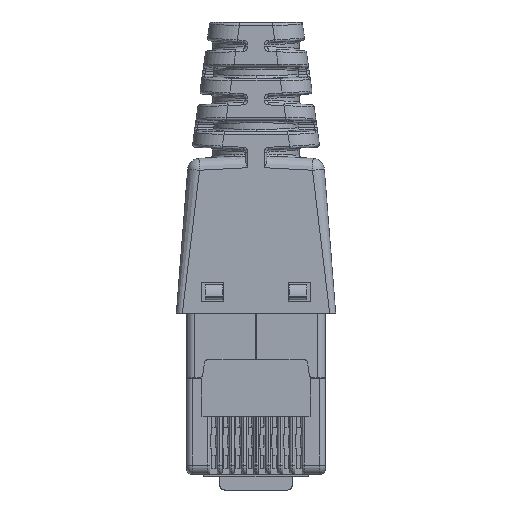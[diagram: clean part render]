
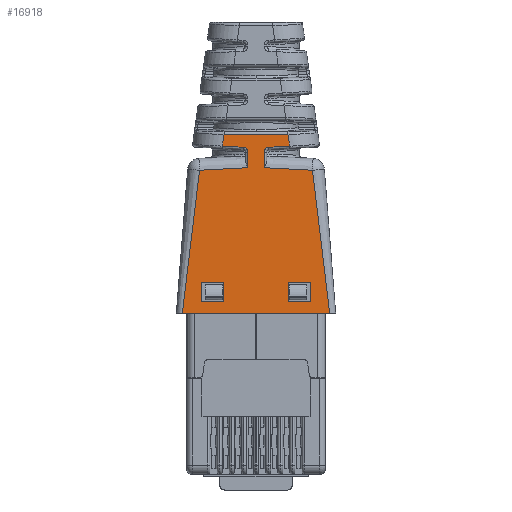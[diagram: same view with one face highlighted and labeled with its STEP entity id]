
A CAD part, front view. The second image highlights one B-rep face of the part: STEP entity #16918.
In plain terms, the highlighted planar face has unit normal (0, -1, 0).
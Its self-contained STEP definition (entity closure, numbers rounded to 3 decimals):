
#154=AXIS2_PLACEMENT_3D('Circle Axis2P3D',#152,#153,$) ;
#987=AXIS2_PLACEMENT_3D('Circle Axis2P3D',#985,#986,$) ;
#16888=AXIS2_PLACEMENT_3D('Plane Axis2P3D',#16885,#16886,#16887) ;
#43=CARTESIAN_POINT('Vertex',(6.,0.,27.1)) ;
#48=CARTESIAN_POINT('Line Origine',(6.,0.,39.35)) ;
#52=CARTESIAN_POINT('Vertex',(6.,0.,28.419)) ;
#115=CARTESIAN_POINT('Vertex',(1.951,0.,26.888)) ;
#119=CARTESIAN_POINT('Control Point',(6.,0.,27.1)) ;
#120=CARTESIAN_POINT('Control Point',(4.65,0.,27.029)) ;
#121=CARTESIAN_POINT('Control Point',(3.3,0.,26.959)) ;
#122=CARTESIAN_POINT('Control Point',(1.951,0.,26.888)) ;
#142=CARTESIAN_POINT('Vertex',(5.621,0.,28.819)) ;
#152=CARTESIAN_POINT('Axis2P3D Location',(5.6,0.,28.419)) ;
#349=CARTESIAN_POINT('Vertex',(0.502,0.,14.85)) ;
#355=CARTESIAN_POINT('Control Point',(1.951,0.,26.888)) ;
#356=CARTESIAN_POINT('Control Point',(1.634,0.,22.862)) ;
#357=CARTESIAN_POINT('Control Point',(0.822,0.,18.875)) ;
#358=CARTESIAN_POINT('Control Point',(0.502,0.,14.85)) ;
#527=CARTESIAN_POINT('Vertex',(12.898,0.,14.85)) ;
#530=CARTESIAN_POINT('Line Origine',(6.7,0.,14.85)) ;
#865=CARTESIAN_POINT('Vertex',(11.449,0.,26.888)) ;
#869=CARTESIAN_POINT('Control Point',(11.449,0.,26.888)) ;
#870=CARTESIAN_POINT('Control Point',(11.766,0.,22.862)) ;
#871=CARTESIAN_POINT('Control Point',(12.578,0.,18.875)) ;
#872=CARTESIAN_POINT('Control Point',(12.898,0.,14.85)) ;
#926=CARTESIAN_POINT('Vertex',(7.4,0.,27.1)) ;
#930=CARTESIAN_POINT('Control Point',(11.449,0.,26.888)) ;
#931=CARTESIAN_POINT('Control Point',(10.1,0.,26.959)) ;
#932=CARTESIAN_POINT('Control Point',(8.75,0.,27.029)) ;
#933=CARTESIAN_POINT('Control Point',(7.4,0.,27.1)) ;
#965=CARTESIAN_POINT('Vertex',(7.4,0.,28.419)) ;
#968=CARTESIAN_POINT('Line Origine',(7.4,0.,39.35)) ;
#985=CARTESIAN_POINT('Axis2P3D Location',(7.8,0.,28.419)) ;
#989=CARTESIAN_POINT('Vertex',(7.779,0.,28.819)) ;
#1022=CARTESIAN_POINT('Vertex',(9.526,0.,28.91)) ;
#1027=CARTESIAN_POINT('Line Origine',(12.19,0.,29.05)) ;
#1049=CARTESIAN_POINT('Line Origine',(9.724,0.,27.502)) ;
#1053=CARTESIAN_POINT('Vertex',(9.386,0.,29.91)) ;
#1120=CARTESIAN_POINT('Vertex',(4.014,0.,29.91)) ;
#1123=CARTESIAN_POINT('Line Origine',(13.4,0.,29.91)) ;
#1156=CARTESIAN_POINT('Vertex',(3.874,0.,28.91)) ;
#1159=CARTESIAN_POINT('Line Origine',(3.981,0.,29.674)) ;
#1207=CARTESIAN_POINT('Line Origine',(1.21,0.,29.05)) ;
#1237=CARTESIAN_POINT('Vertex',(2.1,0.,17.45)) ;
#1240=CARTESIAN_POINT('Line Origine',(2.1,0.,16.65)) ;
#1244=CARTESIAN_POINT('Vertex',(2.1,0.,15.85)) ;
#1275=CARTESIAN_POINT('Vertex',(4.,0.,17.45)) ;
#1278=CARTESIAN_POINT('Line Origine',(3.05,0.,17.45)) ;
#1306=CARTESIAN_POINT('Vertex',(4.,0.,15.85)) ;
#1309=CARTESIAN_POINT('Line Origine',(4.,0.,16.65)) ;
#1331=CARTESIAN_POINT('Line Origine',(3.05,0.,15.85)) ;
#1361=CARTESIAN_POINT('Vertex',(11.3,0.,17.45)) ;
#1364=CARTESIAN_POINT('Line Origine',(10.35,0.,17.45)) ;
#1368=CARTESIAN_POINT('Vertex',(9.4,0.,17.45)) ;
#1399=CARTESIAN_POINT('Vertex',(11.3,0.,15.85)) ;
#1402=CARTESIAN_POINT('Line Origine',(11.3,0.,16.65)) ;
#1430=CARTESIAN_POINT('Vertex',(9.4,0.,15.85)) ;
#1433=CARTESIAN_POINT('Line Origine',(10.35,0.,15.85)) ;
#1455=CARTESIAN_POINT('Line Origine',(9.4,0.,16.65)) ;
#16885=CARTESIAN_POINT('Axis2P3D Location',(7.525,0.,22.24)) ;
#49=DIRECTION('Vector Direction',(0.,0.,-1.)) ;
#153=DIRECTION('Axis2P3D Direction',(0.,-1.,0.)) ;
#531=DIRECTION('Vector Direction',(-1.,0.,0.)) ;
#969=DIRECTION('Vector Direction',(0.,0.,1.)) ;
#986=DIRECTION('Axis2P3D Direction',(0.,-1.,0.)) ;
#1028=DIRECTION('Vector Direction',(-0.999,0.,-0.052)) ;
#1050=DIRECTION('Vector Direction',(0.139,0.,-0.99)) ;
#1124=DIRECTION('Vector Direction',(1.,0.,0.)) ;
#1160=DIRECTION('Vector Direction',(-0.139,0.,-0.99)) ;
#1208=DIRECTION('Vector Direction',(-0.999,0.,0.052)) ;
#1241=DIRECTION('Vector Direction',(0.,0.,1.)) ;
#1279=DIRECTION('Vector Direction',(1.,0.,0.)) ;
#1310=DIRECTION('Vector Direction',(0.,0.,-1.)) ;
#1332=DIRECTION('Vector Direction',(-1.,0.,0.)) ;
#1365=DIRECTION('Vector Direction',(1.,0.,0.)) ;
#1403=DIRECTION('Vector Direction',(0.,0.,-1.)) ;
#1434=DIRECTION('Vector Direction',(-1.,0.,0.)) ;
#1456=DIRECTION('Vector Direction',(0.,0.,1.)) ;
#16886=DIRECTION('Axis2P3D Direction',(0.,-1.,0.)) ;
#16887=DIRECTION('Axis2P3D XDirection',(0.,0.,1.)) ;
#50=VECTOR('Line Direction',#49,1.) ;
#532=VECTOR('Line Direction',#531,1.) ;
#970=VECTOR('Line Direction',#969,1.) ;
#1029=VECTOR('Line Direction',#1028,1.) ;
#1051=VECTOR('Line Direction',#1050,1.) ;
#1125=VECTOR('Line Direction',#1124,1.) ;
#1161=VECTOR('Line Direction',#1160,1.) ;
#1209=VECTOR('Line Direction',#1208,1.) ;
#1242=VECTOR('Line Direction',#1241,1.) ;
#1280=VECTOR('Line Direction',#1279,1.) ;
#1311=VECTOR('Line Direction',#1310,1.) ;
#1333=VECTOR('Line Direction',#1332,1.) ;
#1366=VECTOR('Line Direction',#1365,1.) ;
#1404=VECTOR('Line Direction',#1403,1.) ;
#1435=VECTOR('Line Direction',#1434,1.) ;
#1457=VECTOR('Line Direction',#1456,1.) ;
#16891=ORIENTED_EDGE('',*,*,#54,.T.) ;
#16892=ORIENTED_EDGE('',*,*,#123,.T.) ;
#16893=ORIENTED_EDGE('',*,*,#359,.T.) ;
#16894=ORIENTED_EDGE('',*,*,#534,.F.) ;
#16895=ORIENTED_EDGE('',*,*,#873,.T.) ;
#16896=ORIENTED_EDGE('',*,*,#934,.T.) ;
#16897=ORIENTED_EDGE('',*,*,#972,.T.) ;
#16898=ORIENTED_EDGE('',*,*,#991,.F.) ;
#16899=ORIENTED_EDGE('',*,*,#1031,.T.) ;
#16900=ORIENTED_EDGE('',*,*,#1055,.T.) ;
#16901=ORIENTED_EDGE('',*,*,#1127,.T.) ;
#16902=ORIENTED_EDGE('',*,*,#1163,.T.) ;
#16903=ORIENTED_EDGE('',*,*,#1211,.T.) ;
#16904=ORIENTED_EDGE('',*,*,#156,.F.) ;
#16907=ORIENTED_EDGE('',*,*,#1459,.T.) ;
#16908=ORIENTED_EDGE('',*,*,#1370,.T.) ;
#16909=ORIENTED_EDGE('',*,*,#1406,.T.) ;
#16910=ORIENTED_EDGE('',*,*,#1437,.T.) ;
#16913=ORIENTED_EDGE('',*,*,#1246,.T.) ;
#16914=ORIENTED_EDGE('',*,*,#1282,.T.) ;
#16915=ORIENTED_EDGE('',*,*,#1313,.T.) ;
#16916=ORIENTED_EDGE('',*,*,#1335,.T.) ;
#16911=FACE_BOUND('',#16906,.T.) ;
#16917=FACE_BOUND('',#16912,.T.) ;
#16918=ADVANCED_FACE('j00026w0203.1\\NAUO1\\Linear austragen25',(#16905,#16911,#16917),#16889,.T.) ;
#155=CIRCLE('generated circle',#154,0.4) ;
#988=CIRCLE('generated circle',#987,0.4) ;
#54=EDGE_CURVE('',#53,#44,#51,.T.) ;
#123=EDGE_CURVE('',#44,#116,#118,.T.) ;
#156=EDGE_CURVE('',#53,#143,#155,.T.) ;
#359=EDGE_CURVE('',#116,#350,#354,.T.) ;
#534=EDGE_CURVE('',#528,#350,#533,.T.) ;
#873=EDGE_CURVE('',#528,#866,#868,.F.) ;
#934=EDGE_CURVE('',#866,#927,#929,.T.) ;
#972=EDGE_CURVE('',#927,#966,#971,.T.) ;
#991=EDGE_CURVE('',#990,#966,#988,.T.) ;
#1031=EDGE_CURVE('',#990,#1023,#1030,.F.) ;
#1055=EDGE_CURVE('',#1023,#1054,#1052,.F.) ;
#1127=EDGE_CURVE('',#1054,#1121,#1126,.F.) ;
#1163=EDGE_CURVE('',#1121,#1157,#1162,.T.) ;
#1211=EDGE_CURVE('',#1157,#143,#1210,.F.) ;
#1246=EDGE_CURVE('',#1245,#1238,#1243,.T.) ;
#1282=EDGE_CURVE('',#1238,#1276,#1281,.T.) ;
#1313=EDGE_CURVE('',#1276,#1307,#1312,.T.) ;
#1335=EDGE_CURVE('',#1307,#1245,#1334,.T.) ;
#1370=EDGE_CURVE('',#1369,#1362,#1367,.T.) ;
#1406=EDGE_CURVE('',#1362,#1400,#1405,.T.) ;
#1437=EDGE_CURVE('',#1400,#1431,#1436,.T.) ;
#1459=EDGE_CURVE('',#1431,#1369,#1458,.T.) ;
#16890=EDGE_LOOP('',(#16891,#16892,#16893,#16894,#16895,#16896,#16897,#16898,#16899,#16900,#16901,#16902,#16903,#16904)) ;
#16906=EDGE_LOOP('',(#16907,#16908,#16909,#16910)) ;
#16912=EDGE_LOOP('',(#16913,#16914,#16915,#16916)) ;
#16905=FACE_OUTER_BOUND('',#16890,.T.) ;
#51=LINE('Line',#48,#50) ;
#533=LINE('Line',#530,#532) ;
#971=LINE('Line',#968,#970) ;
#1030=LINE('Line',#1027,#1029) ;
#1052=LINE('Line',#1049,#1051) ;
#1126=LINE('Line',#1123,#1125) ;
#1162=LINE('Line',#1159,#1161) ;
#1210=LINE('Line',#1207,#1209) ;
#1243=LINE('Line',#1240,#1242) ;
#1281=LINE('Line',#1278,#1280) ;
#1312=LINE('Line',#1309,#1311) ;
#1334=LINE('Line',#1331,#1333) ;
#1367=LINE('Line',#1364,#1366) ;
#1405=LINE('Line',#1402,#1404) ;
#1436=LINE('Line',#1433,#1435) ;
#1458=LINE('Line',#1455,#1457) ;
#16889=PLANE('',#16888) ;
#44=VERTEX_POINT('',#43) ;
#53=VERTEX_POINT('',#52) ;
#116=VERTEX_POINT('',#115) ;
#143=VERTEX_POINT('',#142) ;
#350=VERTEX_POINT('',#349) ;
#528=VERTEX_POINT('',#527) ;
#866=VERTEX_POINT('',#865) ;
#927=VERTEX_POINT('',#926) ;
#966=VERTEX_POINT('',#965) ;
#990=VERTEX_POINT('',#989) ;
#1023=VERTEX_POINT('',#1022) ;
#1054=VERTEX_POINT('',#1053) ;
#1121=VERTEX_POINT('',#1120) ;
#1157=VERTEX_POINT('',#1156) ;
#1238=VERTEX_POINT('',#1237) ;
#1245=VERTEX_POINT('',#1244) ;
#1276=VERTEX_POINT('',#1275) ;
#1307=VERTEX_POINT('',#1306) ;
#1362=VERTEX_POINT('',#1361) ;
#1369=VERTEX_POINT('',#1368) ;
#1400=VERTEX_POINT('',#1399) ;
#1431=VERTEX_POINT('',#1430) ;
#118=(BOUNDED_CURVE()B_SPLINE_CURVE(3,(#119,#120,#121,#122),.UNSPECIFIED.,.F.,.U.)B_SPLINE_CURVE_WITH_KNOTS((4,4),(7.667,11.722),.UNSPECIFIED.)CURVE()GEOMETRIC_REPRESENTATION_ITEM()RATIONAL_B_SPLINE_CURVE((1.,1.,1.,1.))REPRESENTATION_ITEM('')) ;
#354=(BOUNDED_CURVE()B_SPLINE_CURVE(3,(#355,#356,#357,#358),.UNSPECIFIED.,.F.,.U.)B_SPLINE_CURVE_WITH_KNOTS((4,4),(0.,12.121),.UNSPECIFIED.)CURVE()GEOMETRIC_REPRESENTATION_ITEM()RATIONAL_B_SPLINE_CURVE((1.,1.,1.,1.))REPRESENTATION_ITEM('')) ;
#868=(BOUNDED_CURVE()B_SPLINE_CURVE(3,(#869,#870,#871,#872),.UNSPECIFIED.,.F.,.U.)B_SPLINE_CURVE_WITH_KNOTS((4,4),(0.,12.121),.UNSPECIFIED.)CURVE()GEOMETRIC_REPRESENTATION_ITEM()RATIONAL_B_SPLINE_CURVE((1.,1.,1.,1.))REPRESENTATION_ITEM('')) ;
#929=(BOUNDED_CURVE()B_SPLINE_CURVE(3,(#930,#931,#932,#933),.UNSPECIFIED.,.F.,.U.)B_SPLINE_CURVE_WITH_KNOTS((4,4),(0.,4.055),.UNSPECIFIED.)CURVE()GEOMETRIC_REPRESENTATION_ITEM()RATIONAL_B_SPLINE_CURVE((1.,1.,1.,1.))REPRESENTATION_ITEM('')) ;
